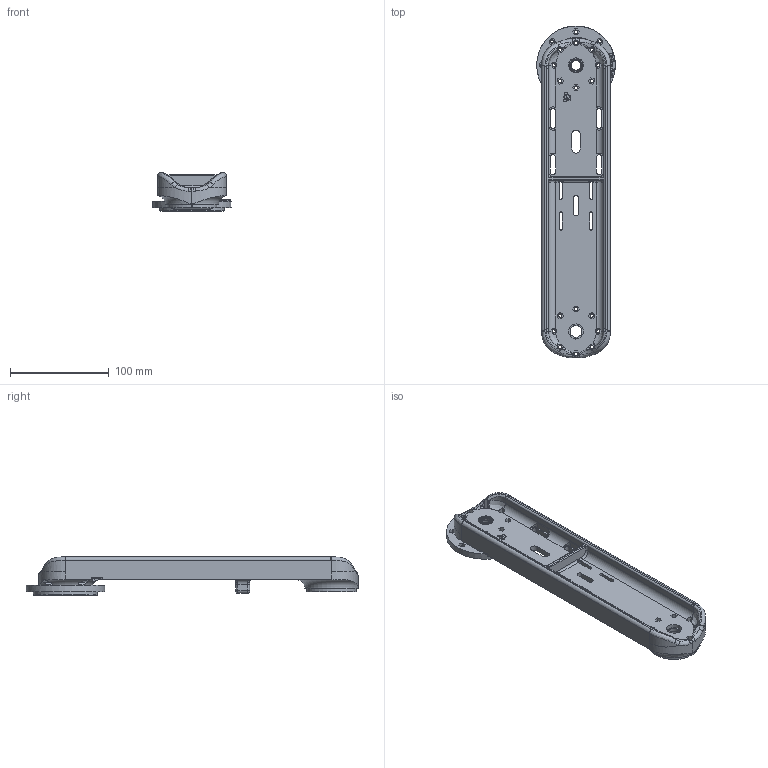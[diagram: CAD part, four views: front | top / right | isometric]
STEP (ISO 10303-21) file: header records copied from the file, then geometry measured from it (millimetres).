
FILE_DESCRIPTION(/* description */ (''),/* implementation_level */ '2;1');
FILE_NAME(/* name */ 'ramie_1.step',/* time_stamp */ '2025-10-15T20:12:32+02:00',/* author */ (''),/* organization */ (''),/* preprocessor_version */ 'ST-DEVELOPER v20.1',/* originating_system */ 'Autodesk Translation Framework v14.17.0.0',/* authorisation */ '');
FILE_SCHEMA (('AUTOMOTIVE_DESIGN { 1 0 10303 214 3 1 1 }'));
Length unit declared in the file: millimetre
Products named in the file (10): przekładnia planetarna - poprawiona; hub mocujący v1; ramie wejściowe v1; 61810-2RZ; 61810-2RZ_PART1; 61810-2RZ_PART2; 61810-2RZ_PART3; 61810-2RZ_PART4; 61810-2RZ_PART5; 61700-2Z-YIHEDA
Assembly tree (21 placements, depth 3):
  przekładnia planetarna - poprawiona
    hub mocujący v1
    ramie wejściowe v1
    61700-2Z-YIHEDA  x2
    61810-2RZ
      61810-2RZ_PART1
      61810-2RZ_PART2
      61810-2RZ_PART3
      61810-2RZ_PART4
      61810-2RZ_PART5  x12
Bounding box: 79.8 x 336.9 x 38.9 mm (x, y, z)
Volume: 292654 mm3; surface area: 104752.8 mm2
Topology: 20 solids, 22 shells, 1071 faces, 3182 edges, 2057 vertices
Faces by surface type: plane 384, cylinder 336, bspline 236, torus 75, sphere 40
Full cylindrical faces by diameter (mm): 3 x9, 3.35 x18, 10 x2, 11.5 x8, 12 x2, 13 x8, 15 x2, 50 x1, 55 x4, 57 x1, 60 x4, 60.6 x4, 65 x1, 79.8 x1
Entity records: 41016 total; most frequent: CARTESIAN_POINT 15511, ORIENTED_EDGE 5730, DIRECTION 4616, EDGE_CURVE 2865, VERTEX_POINT 1869, AXIS2_PLACEMENT_3D 1637, LINE 1342, VECTOR 1342
